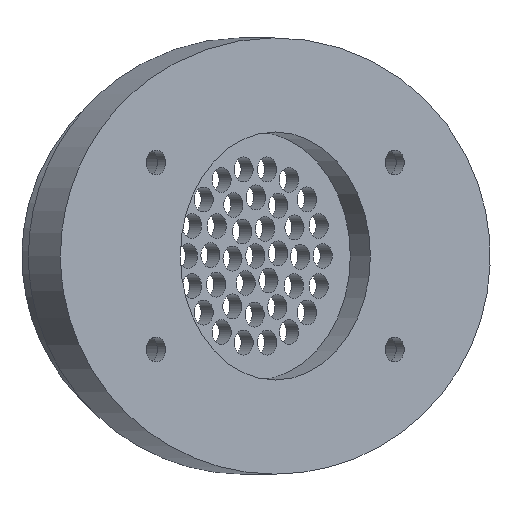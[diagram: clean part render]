
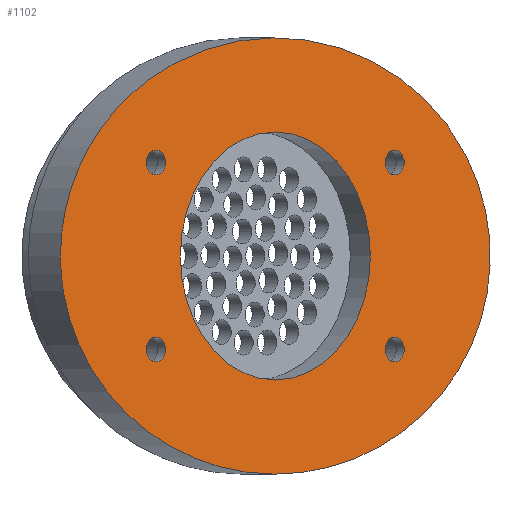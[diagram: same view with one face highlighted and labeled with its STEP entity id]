
A CAD part, left-side view. The second image highlights one B-rep face of the part: STEP entity #1102.
In plain terms, the highlighted planar face has unit normal (-0.766, -0.643, 0).
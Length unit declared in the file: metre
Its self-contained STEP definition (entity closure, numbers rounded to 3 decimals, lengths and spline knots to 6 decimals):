
#100=CIRCLE('',#1182,0.0199);
#102=CIRCLE('',#1186,0.002);
#103=CIRCLE('',#1187,0.002);
#104=CIRCLE('',#1188,0.002);
#105=CIRCLE('',#1189,0.002);
#206=ORIENTED_EDGE('',*,*,#451,.F.);
#207=ORIENTED_EDGE('',*,*,#452,.F.);
#208=ORIENTED_EDGE('',*,*,#453,.F.);
#209=ORIENTED_EDGE('',*,*,#454,.F.);
#210=ORIENTED_EDGE('',*,*,#448,.T.);
#211=ORIENTED_EDGE('',*,*,#450,.F.);
#448=EDGE_CURVE('',#571,#571,#100,.T.);
#450=EDGE_CURVE('',#573,#573,#682,.T.);
#451=EDGE_CURVE('',#574,#574,#102,.F.);
#452=EDGE_CURVE('',#575,#575,#103,.F.);
#453=EDGE_CURVE('',#576,#576,#104,.F.);
#454=EDGE_CURVE('',#577,#577,#105,.F.);
#571=VERTEX_POINT('',#1845);
#573=VERTEX_POINT('',#1887);
#574=VERTEX_POINT('',#1890);
#575=VERTEX_POINT('',#1892);
#576=VERTEX_POINT('',#1894);
#577=VERTEX_POINT('',#1896);
#682=ELLIPSE('',#1184,0.045,0.035);
#689=EDGE_LOOP('',(#206));
#690=EDGE_LOOP('',(#207));
#691=EDGE_LOOP('',(#208));
#692=EDGE_LOOP('',(#209));
#693=EDGE_LOOP('',(#210));
#694=EDGE_LOOP('',(#211));
#891=FACE_BOUND('',#689,.T.);
#892=FACE_BOUND('',#690,.T.);
#893=FACE_BOUND('',#691,.T.);
#894=FACE_BOUND('',#692,.T.);
#895=FACE_BOUND('',#693,.T.);
#896=FACE_BOUND('',#694,.T.);
#1088=PLANE('',#1185);
#1102=ADVANCED_FACE('',(#891,#892,#893,#894,#895,#896),#1088,.T.);
#1182=AXIS2_PLACEMENT_3D('',#1844,#1352,#1353);
#1184=AXIS2_PLACEMENT_3D('',#1886,#1356,#1357);
#1185=AXIS2_PLACEMENT_3D('',#1888,#1358,#1359);
#1186=AXIS2_PLACEMENT_3D('',#1889,#1360,#1361);
#1187=AXIS2_PLACEMENT_3D('',#1891,#1362,#1363);
#1188=AXIS2_PLACEMENT_3D('',#1893,#1364,#1365);
#1189=AXIS2_PLACEMENT_3D('',#1895,#1366,#1367);
#1352=DIRECTION('',(0.766,0.643,0.));
#1353=DIRECTION('',(0.643,-0.766,0.));
#1356=DIRECTION('',(0.766,0.643,0.));
#1357=DIRECTION('',(-0.643,0.766,0.));
#1358=DIRECTION('',(-0.766,-0.643,0.));
#1359=DIRECTION('',(0.,0.,-1.));
#1360=DIRECTION('',(0.766,0.643,0.));
#1361=DIRECTION('',(0.643,-0.766,0.));
#1362=DIRECTION('',(0.766,0.643,0.));
#1363=DIRECTION('',(0.643,-0.766,0.));
#1364=DIRECTION('',(0.766,0.643,0.));
#1365=DIRECTION('',(0.643,-0.766,0.));
#1366=DIRECTION('',(0.766,0.643,0.));
#1367=DIRECTION('',(0.643,-0.766,0.));
#1844=CARTESIAN_POINT('',(-0.0978,-0.037416,0.));
#1845=CARTESIAN_POINT('',(-0.085008,-0.05266,0.));
#1886=CARTESIAN_POINT('',(-0.0978,-0.037416,0.));
#1887=CARTESIAN_POINT('',(-0.126725,-0.002944,0.));
#1888=CARTESIAN_POINT('',(-0.0978,-0.037416,0.));
#1889=CARTESIAN_POINT('',(-0.08173,-0.056567,0.015));
#1890=CARTESIAN_POINT('',(-0.080445,-0.058099,0.015));
#1891=CARTESIAN_POINT('',(-0.08173,-0.056567,-0.015));
#1892=CARTESIAN_POINT('',(-0.080445,-0.058099,-0.015));
#1893=CARTESIAN_POINT('',(-0.11387,-0.018265,-0.015));
#1894=CARTESIAN_POINT('',(-0.112584,-0.019797,-0.015));
#1895=CARTESIAN_POINT('',(-0.11387,-0.018265,0.015));
#1896=CARTESIAN_POINT('',(-0.112584,-0.019797,0.015));
